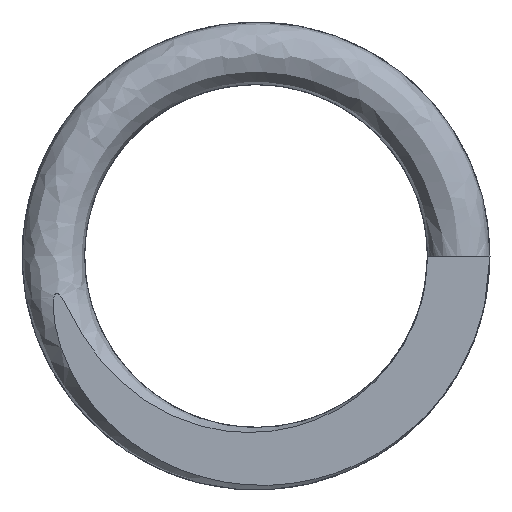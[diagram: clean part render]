
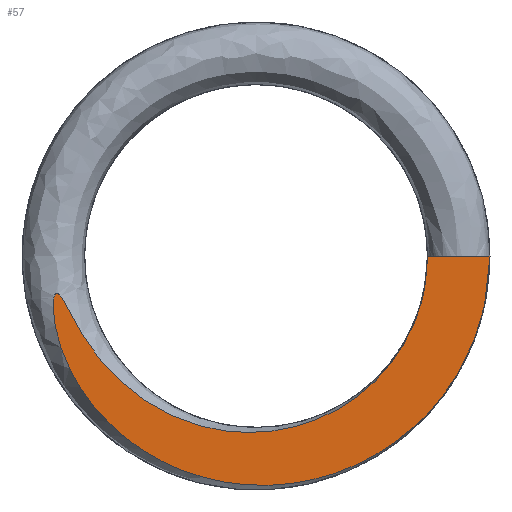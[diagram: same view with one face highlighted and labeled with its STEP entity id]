
A CAD part, front view. The second image highlights one B-rep face of the part: STEP entity #57.
In plain terms, the highlighted planar face has unit normal (0, -1, 0).
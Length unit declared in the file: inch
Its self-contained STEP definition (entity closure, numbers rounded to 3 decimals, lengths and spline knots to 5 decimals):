
#8 = EDGE_LOOP ( 'NONE', ( #9, #10 ) ) ;
#9 = ORIENTED_EDGE ( 'NONE', *, *, #113, .T. ) ;
#10 = ORIENTED_EDGE ( 'NONE', *, *, #106, .F. ) ;
#57 = ADVANCED_FACE ( 'NONE', ( #647 ), #642, .F. ) ;
#106 = EDGE_CURVE ( 'NONE', #107, #108, #1681, .T. ) ;
#107 = VERTEX_POINT ( 'NONE', #1682 ) ;
#108 = VERTEX_POINT ( 'NONE', #1705 ) ;
#113 = EDGE_CURVE ( 'NONE', #107, #108, #1588, .T. ) ;
#642 = PLANE ( 'NONE',  #646 ) ;
#645 = CARTESIAN_POINT ( 'NONE',  ( -0.06, 0., -0.06 ) ) ;
#646 = AXIS2_PLACEMENT_3D ( 'NONE', #645, #1108, #1134 ) ;
#647 = FACE_OUTER_BOUND ( 'NONE', #8, .T. ) ;
#1108 = DIRECTION ( 'NONE',  ( 0., 1., 0. ) ) ;
#1134 = DIRECTION ( 'NONE',  ( 0., 0., 1. ) ) ;
#1587 = CARTESIAN_POINT ( 'NONE',  ( 0.052, 0., 0. ) ) ;
#1588 = LINE ( 'NONE', #1587, #1814 ) ;
#1600 = CARTESIAN_POINT ( 'NONE',  ( 0.044, 0., 0. ) ) ;
#1601 = CARTESIAN_POINT ( 'NONE',  ( 0.04381, 0., -0.00326 ) ) ;
#1602 = CARTESIAN_POINT ( 'NONE',  ( 0.04361, 0., -0.00655 ) ) ;
#1603 = CARTESIAN_POINT ( 'NONE',  ( 0.04228, 0., -0.01286 ) ) ;
#1604 = CARTESIAN_POINT ( 'NONE',  ( 0.04122, 0., -0.0159 ) ) ;
#1605 = CARTESIAN_POINT ( 'NONE',  ( 0.03713, 0., -0.02474 ) ) ;
#1606 = CARTESIAN_POINT ( 'NONE',  ( 0.03316, 0., -0.03 ) ) ;
#1607 = CARTESIAN_POINT ( 'NONE',  ( 0.02578, 0., -0.03632 ) ) ;
#1608 = CARTESIAN_POINT ( 'NONE',  ( 0.02313, 0., -0.03814 ) ) ;
#1609 = CARTESIAN_POINT ( 'NONE',  ( 0.01745, 0., -0.04122 ) ) ;
#1610 = CARTESIAN_POINT ( 'NONE',  ( 0.01442, 0., -0.04247 ) ) ;
#1611 = CARTESIAN_POINT ( 'NONE',  ( 0.00516, 0., -0.04519 ) ) ;
#1612 = CARTESIAN_POINT ( 'NONE',  ( -0.00146, 0., -0.04569 ) ) ;
#1613 = CARTESIAN_POINT ( 'NONE',  ( -0.01421, 0., -0.04403 ) ) ;
#1614 = CARTESIAN_POINT ( 'NONE',  ( -0.02045, 0., -0.04185 ) ) ;
#1615 = CARTESIAN_POINT ( 'NONE',  ( -0.02876, 0., -0.03699 ) ) ;
#1616 = CARTESIAN_POINT ( 'NONE',  ( -0.03141, 0., -0.03506 ) ) ;
#1617 = CARTESIAN_POINT ( 'NONE',  ( -0.03625, 0., -0.0308 ) ) ;
#1618 = CARTESIAN_POINT ( 'NONE',  ( -0.03845, 0., -0.02846 ) ) ;
#1619 = CARTESIAN_POINT ( 'NONE',  ( -0.04243, 0., -0.02343 ) ) ;
#1620 = CARTESIAN_POINT ( 'NONE',  ( -0.04422, 0., -0.02071 ) ) ;
#1621 = CARTESIAN_POINT ( 'NONE',  ( -0.04663, 0., -0.01648 ) ) ;
#1622 = CARTESIAN_POINT ( 'NONE',  ( -0.04738, 0., -0.01504 ) ) ;
#1623 = CARTESIAN_POINT ( 'NONE',  ( -0.04852, 0., -0.01289 ) ) ;
#1624 = CARTESIAN_POINT ( 'NONE',  ( -0.0489, 0., -0.01217 ) ) ;
#1625 = CARTESIAN_POINT ( 'NONE',  ( -0.04951, 0., -0.01112 ) ) ;
#1626 = CARTESIAN_POINT ( 'NONE',  ( -0.04972, 0., -0.01077 ) ) ;
#1627 = CARTESIAN_POINT ( 'NONE',  ( -0.05019, 0., -0.01011 ) ) ;
#1628 = CARTESIAN_POINT ( 'NONE',  ( -0.05044, 0., -0.00976 ) ) ;
#1629 = CARTESIAN_POINT ( 'NONE',  ( -0.051, 0., -0.0095 ) ) ;
#1630 = CARTESIAN_POINT ( 'NONE',  ( -0.05123, 0., -0.00954 ) ) ;
#1631 = CARTESIAN_POINT ( 'NONE',  ( -0.05152, 0., -0.00984 ) ) ;
#1632 = CARTESIAN_POINT ( 'NONE',  ( -0.05161, 0., -0.01003 ) ) ;
#1633 = CARTESIAN_POINT ( 'NONE',  ( -0.05181, 0., -0.0106 ) ) ;
#1634 = CARTESIAN_POINT ( 'NONE',  ( -0.05188, 0., -0.01101 ) ) ;
#1635 = CARTESIAN_POINT ( 'NONE',  ( -0.05202, 0., -0.01222 ) ) ;
#1636 = CARTESIAN_POINT ( 'NONE',  ( -0.05202, 0., -0.01304 ) ) ;
#1637 = CARTESIAN_POINT ( 'NONE',  ( -0.05191, 0., -0.01546 ) ) ;
#1638 = CARTESIAN_POINT ( 'NONE',  ( -0.05167, 0., -0.01707 ) ) ;
#1639 = CARTESIAN_POINT ( 'NONE',  ( -0.05067, 0., -0.02183 ) ) ;
#1640 = CARTESIAN_POINT ( 'NONE',  ( -0.04962, 0., -0.02487 ) ) ;
#1641 = CARTESIAN_POINT ( 'NONE',  ( -0.04558, 0., -0.03368 ) ) ;
#1642 = CARTESIAN_POINT ( 'NONE',  ( -0.0418, 0., -0.03889 ) ) ;
#1643 = CARTESIAN_POINT ( 'NONE',  ( -0.03248, 0., -0.04784 ) ) ;
#1644 = CARTESIAN_POINT ( 'NONE',  ( -0.02713, 0., -0.0514 ) ) ;
#1645 = CARTESIAN_POINT ( 'NONE',  ( -0.01531, 0., -0.05661 ) ) ;
#1646 = CARTESIAN_POINT ( 'NONE',  ( -0.00908, 0., -0.05815 ) ) ;
#1647 = CARTESIAN_POINT ( 'NONE',  ( 0.0038, 0., -0.05913 ) ) ;
#1648 = CARTESIAN_POINT ( 'NONE',  ( 0.05871, 0., -0.01278 ) ) ;
#1649 = CARTESIAN_POINT ( 'NONE',  ( 0.05962, 0., -0.00643 ) ) ;
#1650 = CARTESIAN_POINT ( 'NONE',  ( 0.05981, 0., -0.00321 ) ) ;
#1651 = CARTESIAN_POINT ( 'NONE',  ( 0.06, 0., 0. ) ) ;
#1652 = CARTESIAN_POINT ( 'NONE',  ( 0.01019, 0., -0.05853 ) ) ;
#1653 = CARTESIAN_POINT ( 'NONE',  ( 0.02889, 0., -0.05356 ) ) ;
#1654 = CARTESIAN_POINT ( 'NONE',  ( 0.04003, 0., -0.0461 ) ) ;
#1655 = CARTESIAN_POINT ( 'NONE',  ( 0.05176, 0., -0.03078 ) ) ;
#1656 = CARTESIAN_POINT ( 'NONE',  ( 0.0548, 0., -0.02506 ) ) ;
#1657 = CARTESIAN_POINT ( 'NONE',  ( 0.05793, 0., -0.01595 ) ) ;
#1681 = B_SPLINE_CURVE_WITH_KNOTS ( 'NONE', 3,
 ( #1651, #1650, #1649, #1648, #1657, #1656, #1655, #1654, #1653, #1652, #1647, #1646, #1645, #1644, #1643, #1642, #1641, #1640, #1639, #1638, #1637, #1636, #1635, #1634, #1633, #1632, #1631, #1630, #1629, #1628, #1627, #1626, #1625, #1624, #1623, #1622, #1621, #1620, #1619, #1618, #1617, #1616, #1615, #1614, #1613, #1612, #1611, #1610, #1609, #1608, #1607, #1606, #1605, #1604, #1603, #1602, #1601, #1600 ),
 .UNSPECIFIED., .F., .F.,
 ( 4, 2, 2, 2, 2, 2, 2, 2, 2, 2, 2, 2, 2, 2, 2, 2, 2, 2, 2, 2, 2, 2, 2, 2, 2, 2, 2, 2, 4 ),
 ( 0., 0.00024, 0.00049, 0.00098, 0.00196, 0.00245, 0.00294, 0.00343, 0.00391, 0.00416, 0.00428, 0.00434, 0.00437, 0.00439, 0.0044, 0.00443, 0.00446, 0.00453, 0.00465, 0.00489, 0.00514, 0.00538, 0.00587, 0.00636, 0.00661, 0.00685, 0.00734, 0.00758, 0.00783 ),
 .UNSPECIFIED. ) ;
#1682 = CARTESIAN_POINT ( 'NONE',  ( 0.06, 0., 0. ) ) ;
#1705 = CARTESIAN_POINT ( 'NONE',  ( 0.044, 0., 0. ) ) ;
#1813 = DIRECTION ( 'NONE',  ( -1., 0., 0. ) ) ;
#1814 = VECTOR ( 'NONE', #1813, 39.37008 ) ;
